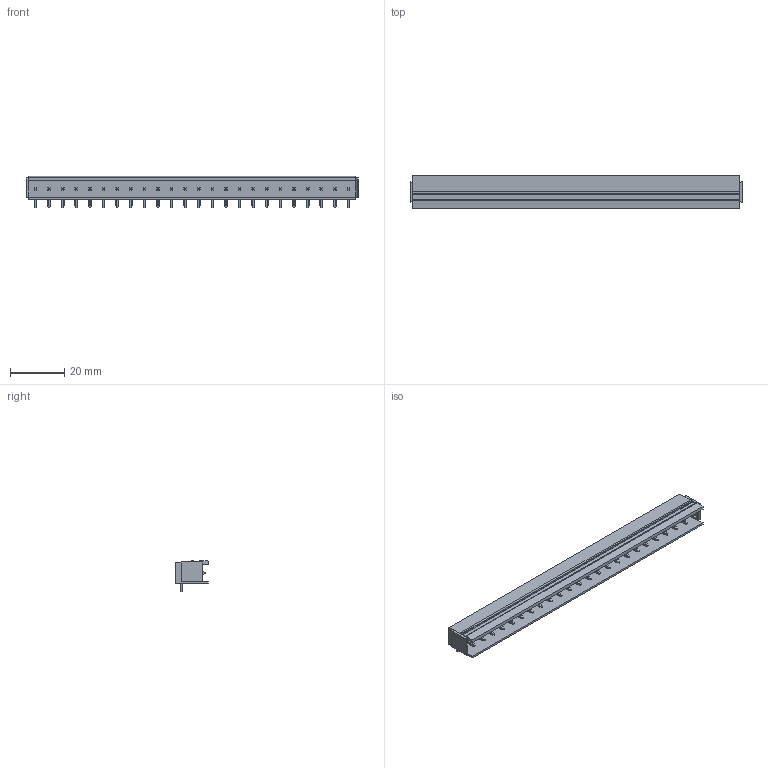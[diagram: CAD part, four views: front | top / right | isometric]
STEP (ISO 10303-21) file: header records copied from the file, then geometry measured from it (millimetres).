
FILE_DESCRIPTION(('CATIA V5 STEP Exchange','CAx-IF Rec.Pracs.--- Model Styling and Organization---1.2---2011-12-15'),'2;1');
FILE_NAME ('D1452935_0_1581080000_1581080000.stp','2018-10-12T13:35:17+00:00',('none'),('Weidmueller'),'CATIA Version 5-6 Release 2014','CATIA V5 STEP AP214','none');
FILE_SCHEMA(('AUTOMOTIVE_DESIGN { 1 0 10303 214 1 1 1 1 }'));
Length unit declared in the file: millimetre
Products named in the file (1): 1581080000
Bounding box: 122 x 12 x 11.7 mm (x, y, z)
Volume: 5474.6 mm3; surface area: 9146 mm2
Topology: 25 solids, 25 shells, 959 faces, 2523 edges, 1614 vertices
Faces by surface type: plane 573, cylinder 386
Entity records: 25661 total; most frequent: CARTESIAN_POINT 6044, ORIENTED_EDGE 5046, EDGE_CURVE 2445, DIRECTION 2377, VECTOR 1529, LINE 1529, VERTEX_POINT 1510, EDGE_LOOP 1007
